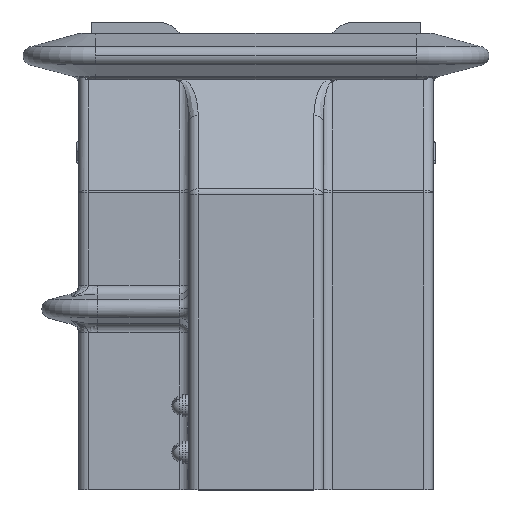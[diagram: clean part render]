
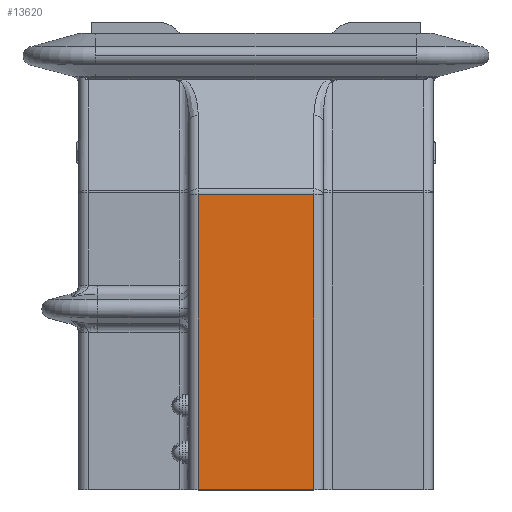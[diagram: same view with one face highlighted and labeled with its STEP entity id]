
A CAD part, top view. The second image highlights one B-rep face of the part: STEP entity #13620.
In plain terms, the highlighted planar face has unit normal (0, 0, 1).
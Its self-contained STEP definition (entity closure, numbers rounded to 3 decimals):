
#1945 = EDGE_LOOP ( 'NONE', ( #15132, #15351, #15055, #14378 ) ) ;
#4207 = CARTESIAN_POINT ( 'NONE',  ( 31., -141., 71. ) ) ;
#4209 = CARTESIAN_POINT ( 'NONE',  ( -31., 17.278, 71. ) ) ;
#4210 = CARTESIAN_POINT ( 'NONE',  ( 31., 17.278, 71. ) ) ;
#4211 = CARTESIAN_POINT ( 'NONE',  ( -31., -141., 71. ) ) ;
#5383 = LINE ( 'NONE', #18893, #5384 ) ;
#5384 = VECTOR ( 'NONE', #18891, 1000. ) ;
#5466 = LINE ( 'NONE', #18717, #5467 ) ;
#5467 = VECTOR ( 'NONE', #18694, 1000. ) ;
#5468 = LINE ( 'NONE', #18691, #5471 ) ;
#5471 = VECTOR ( 'NONE', #18692, 1000. ) ;
#5585 = VECTOR ( 'NONE', #18280, 1000. ) ;
#5588 = LINE ( 'NONE', #18290, #5585 ) ;
#12452 = FACE_OUTER_BOUND ( 'NONE', #1945, .T. ) ;
#13620 = ADVANCED_FACE ( 'NONE', ( #12452 ), #28883, .F. ) ;
#14378 = ORIENTED_EDGE ( 'NONE', *, *, #19544, .T. ) ;
#15055 = ORIENTED_EDGE ( 'NONE', *, *, #19427, .F. ) ;
#15132 = ORIENTED_EDGE ( 'NONE', *, *, #19542, .T. ) ;
#15351 = ORIENTED_EDGE ( 'NONE', *, *, #19728, .T. ) ;
#18280 = DIRECTION ( 'NONE',  ( 0., -1., 0. ) ) ;
#18290 = CARTESIAN_POINT ( 'NONE',  ( -31., -141., 71. ) ) ;
#18691 = CARTESIAN_POINT ( 'NONE',  ( -36., 17.278, 71. ) ) ;
#18692 = DIRECTION ( 'NONE',  ( -1., 0., 0. ) ) ;
#18694 = DIRECTION ( 'NONE',  ( 0., 1., 0. ) ) ;
#18717 = CARTESIAN_POINT ( 'NONE',  ( 31., -141., 71. ) ) ;
#18891 = DIRECTION ( 'NONE',  ( -1., 0., 0. ) ) ;
#18893 = CARTESIAN_POINT ( 'NONE',  ( -36., -141., 71. ) ) ;
#19427 = EDGE_CURVE ( 'NONE', #35718, #35722, #5383, .T. ) ;
#19542 = EDGE_CURVE ( 'NONE', #35721, #35720, #5468, .T. ) ;
#19544 = EDGE_CURVE ( 'NONE', #35718, #35721, #5466, .T. ) ;
#19728 = EDGE_CURVE ( 'NONE', #35720, #35722, #5588, .T. ) ;
#28808 = DIRECTION ( 'NONE',  ( 0., 0., -1. ) ) ;
#28842 = CARTESIAN_POINT ( 'NONE',  ( -36., -141., 71. ) ) ;
#28847 = DIRECTION ( 'NONE',  ( 1., 0., 0. ) ) ;
#28883 = PLANE ( 'NONE',  #31403 ) ;
#31403 = AXIS2_PLACEMENT_3D ( 'NONE', #28842, #28808, #28847 ) ;
#35718 = VERTEX_POINT ( 'NONE', #4207 ) ;
#35720 = VERTEX_POINT ( 'NONE', #4209 ) ;
#35721 = VERTEX_POINT ( 'NONE', #4210 ) ;
#35722 = VERTEX_POINT ( 'NONE', #4211 ) ;
